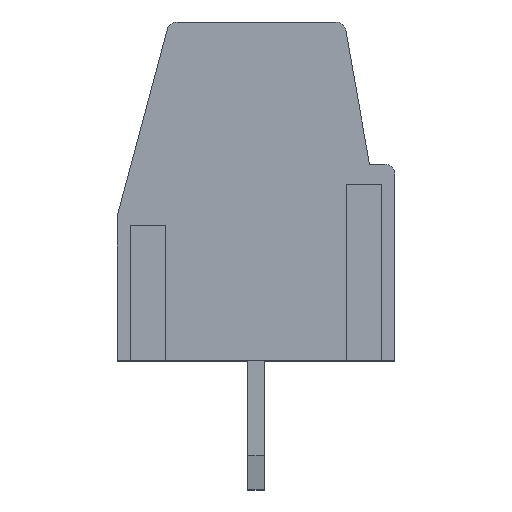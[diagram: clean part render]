
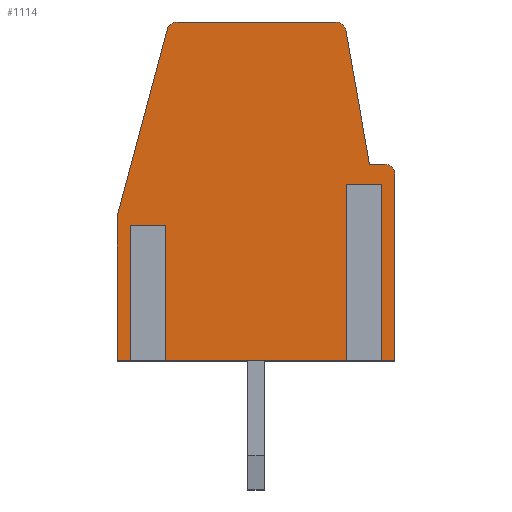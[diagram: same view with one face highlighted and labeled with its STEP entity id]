
A CAD part, top view. The second image highlights one B-rep face of the part: STEP entity #1114.
In plain terms, the highlighted planar face has unit normal (0, 0, 1).
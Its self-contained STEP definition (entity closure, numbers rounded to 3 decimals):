
#45 = VECTOR ( 'NONE', #4735, 1000. ) ;
#148 = EDGE_CURVE ( 'NONE', #3047, #226, #440, .T. ) ;
#189 = DIRECTION ( 'NONE',  ( 0., -1., 0. ) ) ;
#193 = VECTOR ( 'NONE', #900, 1000. ) ;
#221 = ORIENTED_EDGE ( 'NONE', *, *, #4475, .F. ) ;
#226 = VERTEX_POINT ( 'NONE', #3291 ) ;
#232 = VERTEX_POINT ( 'NONE', #4102 ) ;
#316 = LINE ( 'NONE', #547, #193 ) ;
#334 = EDGE_CURVE ( 'NONE', #1023, #3209, #3051, .T. ) ;
#336 = VECTOR ( 'NONE', #3397, 1000. ) ;
#339 = LINE ( 'NONE', #1652, #1111 ) ;
#393 = VERTEX_POINT ( 'NONE', #1046 ) ;
#440 = LINE ( 'NONE', #3139, #1940 ) ;
#481 = VERTEX_POINT ( 'NONE', #4034 ) ;
#540 = EDGE_CURVE ( 'NONE', #393, #3047, #3637, .T. ) ;
#547 = CARTESIAN_POINT ( 'NONE',  ( 8.2, 4., 12.7 ) ) ;
#550 = ORIENTED_EDGE ( 'NONE', *, *, #3402, .F. ) ;
#583 = CIRCLE ( 'NONE', #3966, 0.3 ) ;
#647 = ORIENTED_EDGE ( 'NONE', *, *, #2090, .F. ) ;
#690 = DIRECTION ( 'NONE',  ( -1., 0., 0. ) ) ;
#700 = LINE ( 'NONE', #4518, #4215 ) ;
#788 = LINE ( 'NONE', #2663, #4546 ) ;
#900 = DIRECTION ( 'NONE',  ( -1., 0., 0. ) ) ;
#978 = DIRECTION ( 'NONE',  ( 0., 0., -1. ) ) ;
#1017 = CARTESIAN_POINT ( 'NONE',  ( 7.9, 5.5, 12.7 ) ) ;
#1020 = ORIENTED_EDGE ( 'NONE', *, *, #2571, .F. ) ;
#1023 = VERTEX_POINT ( 'NONE', #4496 ) ;
#1046 = CARTESIAN_POINT ( 'NONE',  ( 8.2, 5.5, 12.7 ) ) ;
#1047 = ORIENTED_EDGE ( 'NONE', *, *, #1218, .F. ) ;
#1077 = DIRECTION ( 'NONE',  ( 1., 0., 0. ) ) ;
#1111 = VECTOR ( 'NONE', #3184, 1000. ) ;
#1114 = ADVANCED_FACE ( 'NONE', ( #2474 ), #2495, .F. ) ;
#1141 = VERTEX_POINT ( 'NONE', #2552 ) ;
#1171 = CIRCLE ( 'NONE', #3982, 0.3 ) ;
#1176 = ORIENTED_EDGE ( 'NONE', *, *, #3922, .F. ) ;
#1199 = CARTESIAN_POINT ( 'NONE',  ( 6.458, 9.7, 12.7 ) ) ;
#1218 = EDGE_CURVE ( 'NONE', #2275, #3375, #4534, .T. ) ;
#1225 = VECTOR ( 'NONE', #2867, 1000. ) ;
#1252 = LINE ( 'NONE', #2478, #1225 ) ;
#1292 = ORIENTED_EDGE ( 'NONE', *, *, #540, .F. ) ;
#1353 = LINE ( 'NONE', #2902, #4699 ) ;
#1363 = CARTESIAN_POINT ( 'NONE',  ( 8.2, 10., 12.7 ) ) ;
#1424 = EDGE_CURVE ( 'NONE', #3375, #2111, #4557, .T. ) ;
#1449 = VECTOR ( 'NONE', #3366, 1000. ) ;
#1522 = DIRECTION ( 'NONE',  ( 0., 1., 0. ) ) ;
#1527 = CARTESIAN_POINT ( 'NONE',  ( 1.213, 4., 12.7 ) ) ;
#1543 = CIRCLE ( 'NONE', #1624, 0.3 ) ;
#1580 = CARTESIAN_POINT ( 'NONE',  ( 1.213, 5.8, 12.7 ) ) ;
#1588 = DIRECTION ( 'NONE',  ( -1., 0., 0. ) ) ;
#1606 = CARTESIAN_POINT ( 'NONE',  ( 8.2, 5.8, 12.7 ) ) ;
#1616 = DIRECTION ( 'NONE',  ( 0., 0., -1. ) ) ;
#1624 = AXIS2_PLACEMENT_3D ( 'NONE', #1699, #978, #2513 ) ;
#1651 = CARTESIAN_POINT ( 'NONE',  ( 0.613, 4., 12.7 ) ) ;
#1652 = CARTESIAN_POINT ( 'NONE',  ( 7.588, 5.8, 12.7 ) ) ;
#1656 = EDGE_LOOP ( 'NONE', ( #2282, #4824, #221, #3900, #1292, #2291, #1020, #550, #2454, #2155, #4241, #4798, #1176, #647, #2386, #3236, #2042, #1047 ) ) ;
#1658 = EDGE_CURVE ( 'NONE', #4852, #3865, #583, .T. ) ;
#1699 = CARTESIAN_POINT ( 'NONE',  ( 1.771, 9.7, 12.7 ) ) ;
#1748 = CARTESIAN_POINT ( 'NONE',  ( 1.213, 0., 12.7 ) ) ;
#1754 = CARTESIAN_POINT ( 'NONE',  ( 0.613, 0., 12.7 ) ) ;
#1779 = VECTOR ( 'NONE', #4847, 1000. ) ;
#1812 = CARTESIAN_POINT ( 'NONE',  ( 8.2, 0., 12.7 ) ) ;
#1828 = EDGE_CURVE ( 'NONE', #1141, #2275, #1252, .T. ) ;
#1876 = EDGE_CURVE ( 'NONE', #2911, #4852, #4431, .T. ) ;
#1927 = CARTESIAN_POINT ( 'NONE',  ( 7.9, 5.8, 12.7 ) ) ;
#1940 = VECTOR ( 'NONE', #4281, 1000. ) ;
#2042 = ORIENTED_EDGE ( 'NONE', *, *, #1424, .F. ) ;
#2090 = EDGE_CURVE ( 'NONE', #4286, #481, #3791, .T. ) ;
#2111 = VERTEX_POINT ( 'NONE', #1527 ) ;
#2155 = ORIENTED_EDGE ( 'NONE', *, *, #1876, .F. ) ;
#2159 = CARTESIAN_POINT ( 'NONE',  ( 6.988, 0., 12.7 ) ) ;
#2234 = DIRECTION ( 'NONE',  ( -1., 0., 0. ) ) ;
#2275 = VERTEX_POINT ( 'NONE', #2159 ) ;
#2282 = ORIENTED_EDGE ( 'NONE', *, *, #1828, .F. ) ;
#2291 = ORIENTED_EDGE ( 'NONE', *, *, #3841, .F. ) ;
#2342 = AXIS2_PLACEMENT_3D ( 'NONE', #1606, #4354, #3194 ) ;
#2359 = EDGE_CURVE ( 'NONE', #2111, #2616, #316, .T. ) ;
#2367 = CARTESIAN_POINT ( 'NONE',  ( 0.613, 5.8, 12.7 ) ) ;
#2386 = ORIENTED_EDGE ( 'NONE', *, *, #4593, .F. ) ;
#2454 = ORIENTED_EDGE ( 'NONE', *, *, #1658, .F. ) ;
#2474 = FACE_OUTER_BOUND ( 'NONE', #1656, .T. ) ;
#2478 = CARTESIAN_POINT ( 'NONE',  ( 6.988, 5.8, 12.7 ) ) ;
#2495 = PLANE ( 'NONE',  #2342 ) ;
#2513 = DIRECTION ( 'NONE',  ( -1., 0., 0. ) ) ;
#2552 = CARTESIAN_POINT ( 'NONE',  ( 6.988, 5.2, 12.7 ) ) ;
#2571 = EDGE_CURVE ( 'NONE', #232, #2938, #700, .T. ) ;
#2605 = DIRECTION ( 'NONE',  ( 0., 0., -1. ) ) ;
#2608 = EDGE_CURVE ( 'NONE', #3321, #1141, #2617, .T. ) ;
#2616 = VERTEX_POINT ( 'NONE', #1651 ) ;
#2617 = LINE ( 'NONE', #3377, #2931 ) ;
#2663 = CARTESIAN_POINT ( 'NONE',  ( 0., 0., 12.7 ) ) ;
#2776 = CARTESIAN_POINT ( 'NONE',  ( 8.2, 0., 12.7 ) ) ;
#2801 = EDGE_CURVE ( 'NONE', #3209, #2911, #1543, .T. ) ;
#2867 = DIRECTION ( 'NONE',  ( 0., -1., 0. ) ) ;
#2902 = CARTESIAN_POINT ( 'NONE',  ( 6.753, 9.752, 12.7 ) ) ;
#2911 = VERTEX_POINT ( 'NONE', #4596 ) ;
#2931 = VECTOR ( 'NONE', #2234, 1000. ) ;
#2938 = VERTEX_POINT ( 'NONE', #1927 ) ;
#2971 = CARTESIAN_POINT ( 'NONE',  ( 0., 4.25, 12.7 ) ) ;
#3043 = CARTESIAN_POINT ( 'NONE',  ( 6.753, 9.752, 12.7 ) ) ;
#3047 = VERTEX_POINT ( 'NONE', #2776 ) ;
#3051 = LINE ( 'NONE', #2971, #336 ) ;
#3139 = CARTESIAN_POINT ( 'NONE',  ( 8.2, 0., 12.7 ) ) ;
#3155 = CARTESIAN_POINT ( 'NONE',  ( 7.588, 5.2, 12.7 ) ) ;
#3184 = DIRECTION ( 'NONE',  ( 0., 1., 0. ) ) ;
#3194 = DIRECTION ( 'NONE',  ( -1., 0., 0. ) ) ;
#3209 = VERTEX_POINT ( 'NONE', #4932 ) ;
#3236 = ORIENTED_EDGE ( 'NONE', *, *, #2359, .F. ) ;
#3291 = CARTESIAN_POINT ( 'NONE',  ( 7.588, 0., 12.7 ) ) ;
#3321 = VERTEX_POINT ( 'NONE', #3155 ) ;
#3366 = DIRECTION ( 'NONE',  ( -1., 0., 0. ) ) ;
#3375 = VERTEX_POINT ( 'NONE', #1748 ) ;
#3377 = CARTESIAN_POINT ( 'NONE',  ( 8.2, 5.2, 12.7 ) ) ;
#3397 = DIRECTION ( 'NONE',  ( 0.259, 0.966, 0. ) ) ;
#3402 = EDGE_CURVE ( 'NONE', #3865, #232, #1353, .T. ) ;
#3483 = DIRECTION ( 'NONE',  ( 0., 1., 0. ) ) ;
#3637 = LINE ( 'NONE', #4821, #4921 ) ;
#3791 = LINE ( 'NONE', #4140, #4123 ) ;
#3841 = EDGE_CURVE ( 'NONE', #2938, #393, #1171, .T. ) ;
#3865 = VERTEX_POINT ( 'NONE', #3043 ) ;
#3900 = ORIENTED_EDGE ( 'NONE', *, *, #148, .F. ) ;
#3919 = CARTESIAN_POINT ( 'NONE',  ( 6.458, 10., 12.7 ) ) ;
#3922 = EDGE_CURVE ( 'NONE', #481, #1023, #788, .T. ) ;
#3966 = AXIS2_PLACEMENT_3D ( 'NONE', #1199, #1616, #1588 ) ;
#3982 = AXIS2_PLACEMENT_3D ( 'NONE', #1017, #2605, #4033 ) ;
#4033 = DIRECTION ( 'NONE',  ( -1., 0., 0. ) ) ;
#4034 = CARTESIAN_POINT ( 'NONE',  ( 0., 0., 12.7 ) ) ;
#4052 = DIRECTION ( 'NONE',  ( 0.174, -0.985, 0. ) ) ;
#4102 = CARTESIAN_POINT ( 'NONE',  ( 7.45, 5.8, 12.7 ) ) ;
#4123 = VECTOR ( 'NONE', #690, 1000. ) ;
#4140 = CARTESIAN_POINT ( 'NONE',  ( 8.2, 0., 12.7 ) ) ;
#4215 = VECTOR ( 'NONE', #1077, 1000. ) ;
#4241 = ORIENTED_EDGE ( 'NONE', *, *, #2801, .F. ) ;
#4281 = DIRECTION ( 'NONE',  ( -1., 0., 0. ) ) ;
#4286 = VERTEX_POINT ( 'NONE', #1754 ) ;
#4354 = DIRECTION ( 'NONE',  ( 0., 0., -1. ) ) ;
#4431 = LINE ( 'NONE', #1363, #1779 ) ;
#4475 = EDGE_CURVE ( 'NONE', #226, #3321, #339, .T. ) ;
#4496 = CARTESIAN_POINT ( 'NONE',  ( 0., 4.25, 12.7 ) ) ;
#4518 = CARTESIAN_POINT ( 'NONE',  ( 7.45, 5.8, 12.7 ) ) ;
#4534 = LINE ( 'NONE', #1812, #1449 ) ;
#4546 = VECTOR ( 'NONE', #3483, 1000. ) ;
#4557 = LINE ( 'NONE', #1580, #4845 ) ;
#4593 = EDGE_CURVE ( 'NONE', #2616, #4286, #4653, .T. ) ;
#4596 = CARTESIAN_POINT ( 'NONE',  ( 1.771, 10., 12.7 ) ) ;
#4653 = LINE ( 'NONE', #2367, #45 ) ;
#4699 = VECTOR ( 'NONE', #4052, 1000. ) ;
#4735 = DIRECTION ( 'NONE',  ( 0., -1., 0. ) ) ;
#4798 = ORIENTED_EDGE ( 'NONE', *, *, #334, .F. ) ;
#4821 = CARTESIAN_POINT ( 'NONE',  ( 8.2, 5.8, 12.7 ) ) ;
#4824 = ORIENTED_EDGE ( 'NONE', *, *, #2608, .F. ) ;
#4845 = VECTOR ( 'NONE', #1522, 1000. ) ;
#4847 = DIRECTION ( 'NONE',  ( 1., 0., 0. ) ) ;
#4852 = VERTEX_POINT ( 'NONE', #3919 ) ;
#4921 = VECTOR ( 'NONE', #189, 1000. ) ;
#4932 = CARTESIAN_POINT ( 'NONE',  ( 1.481, 9.778, 12.7 ) ) ;
